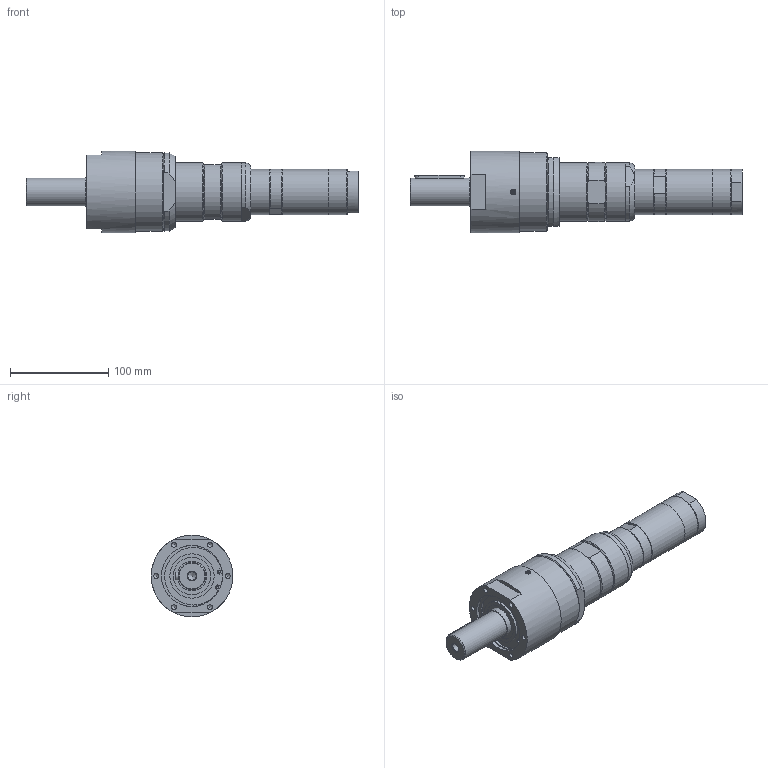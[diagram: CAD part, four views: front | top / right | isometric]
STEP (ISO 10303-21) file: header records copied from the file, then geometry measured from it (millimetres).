
FILE_DESCRIPTION((''),'2;1');
FILE_NAME('MUD 62-28_60025695.stp','2012-07-17T17:21:33',('ibasyouni'),(''),'Autodesk Inventor 2012','Autodesk Inventor 2012','');
FILE_SCHEMA(('AUTOMOTIVE_DESIGN { 1 0 10303 214 1 1 1 1 }'));
Length unit declared in the file: millimetre
Products named in the file (1): MUD 62-337
Bounding box: 337.5 x 83 x 83 mm (x, y, z)
Volume: 872381.7 mm3; surface area: 83828.6 mm2
Topology: 2 solids, 2 shells, 220 faces, 516 edges, 330 vertices
Faces by surface type: plane 122, cylinder 52, cone 35, bspline 9, sphere 2
Full cylindrical faces by diameter (mm): 1.55 x2, 2.5 x2, 4.917 x6, 5 x2, 5.5 x2, 8.376 x1, 11.445 x2, 18.631 x1, 28 x1, 30 x1, 38 x1, 45 x1, 46 x3, 46.5 x1, 60 x2, 62 x1, 68.16 x1, 80 x1, 83 x1
Entity records: 6437 total; most frequent: CARTESIAN_POINT 1522, DIRECTION 944, ORIENTED_EDGE 880, EDGE_CURVE 440, AXIS2_PLACEMENT_3D 348, VERTEX_POINT 308, EDGE_LOOP 306, VECTOR 248
